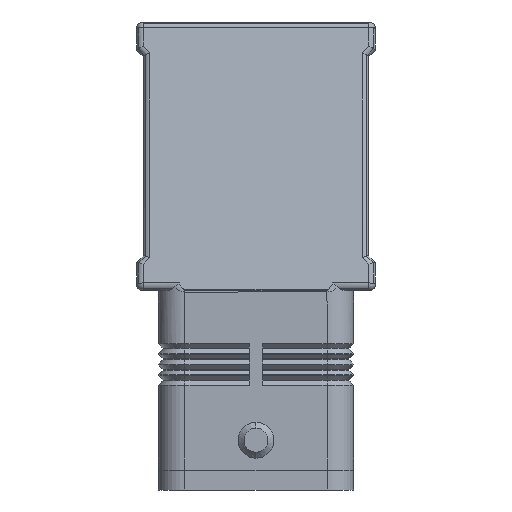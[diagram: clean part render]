
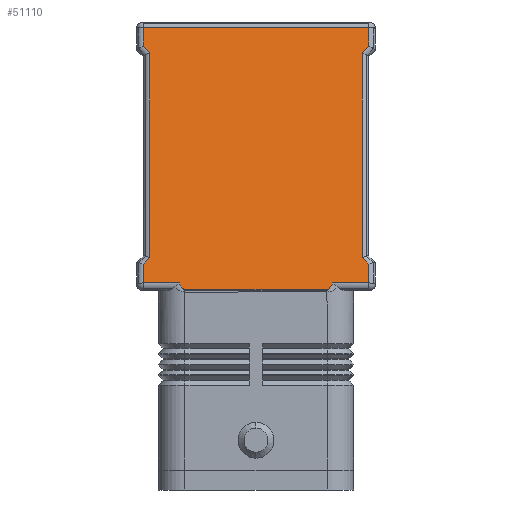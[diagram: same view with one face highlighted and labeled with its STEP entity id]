
A CAD part, left-side view. The second image highlights one B-rep face of the part: STEP entity #51110.
In plain terms, the highlighted planar face has unit normal (-0.982, 0, 0.188).
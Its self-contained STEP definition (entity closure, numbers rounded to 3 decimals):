
#2990=CARTESIAN_POINT('',(-39.523,-11.554,
31.188));
#3000=VERTEX_POINT('',#2990);
#3030=CARTESIAN_POINT('',(-39.523,-17.,31.188));
#3040=DIRECTION('',(0.,1.,0.));
#3050=VECTOR('',#3040,5.446);
#3060=LINE('',#3030,#3050);
#3070=CARTESIAN_POINT('',(-39.523,-17.,31.188));
#3080=VERTEX_POINT('',#3070);
#3090=EDGE_CURVE('',#3080,#3000,#3060,.T.);
#4760=CARTESIAN_POINT('',(-39.523,17.,31.188));
#4770=VERTEX_POINT('',#4760);
#4800=CARTESIAN_POINT('',(-39.523,11.554,
31.188));
#4810=DIRECTION('',(0.,1.,0.));
#4820=VECTOR('',#4810,5.446);
#4830=LINE('',#4800,#4820);
#4840=CARTESIAN_POINT('',(-39.523,11.554,
31.188));
#4850=VERTEX_POINT('',#4840);
#4860=EDGE_CURVE('',#4850,#4770,#4830,.T.);
#11340=CARTESIAN_POINT('',(-32.155,-17.,69.688));
#11350=VERTEX_POINT('',#11340);
#11400=CARTESIAN_POINT('',(-32.155,17.,69.688));
#11410=DIRECTION('',(0.,-1.,0.));
#11420=VECTOR('',#11410,34.);
#11430=LINE('',#11400,#11420);
#11440=CARTESIAN_POINT('',(-32.155,17.,69.688));
#11450=VERTEX_POINT('',#11440);
#11460=EDGE_CURVE('',#11450,#11350,#11430,.T.);
#20160=CARTESIAN_POINT('',(-39.714,10.7,30.186));
#20170=VERTEX_POINT('',#20160);
#20220=CARTESIAN_POINT('',(-39.714,-10.7,30.186));
#20230=DIRECTION('',(0.,1.,0.));
#20240=VECTOR('',#20230,21.4);
#20250=LINE('',#20220,#20240);
#20260=CARTESIAN_POINT('',(-39.714,-10.7,30.186));
#20270=VERTEX_POINT('',#20260);
#20280=EDGE_CURVE('',#20270,#20170,#20250,.T.);
#48240=CARTESIAN_POINT('',(-37.714,-10.7,40.638));
#48250=DIRECTION('',(0.982,0.,-0.188));
#48260=DIRECTION('',(-0.188,0.,-0.982));
#48270=AXIS2_PLACEMENT_3D('',#48240,#48250,#48260);
#48280=ELLIPSE('',#48270,10.641,2.);
#48290=EDGE_CURVE('',#3000,#20270,#48280,.T.);
#49950=CARTESIAN_POINT('',(-37.714,10.7,40.638));
#49960=DIRECTION('',(0.982,0.,-0.188));
#49970=DIRECTION('',(-0.188,0.,-0.982));
#49980=AXIS2_PLACEMENT_3D('',#49950,#49960,#49970);
#49990=ELLIPSE('',#49980,10.641,2.);
#50000=EDGE_CURVE('',#20170,#4850,#49990,.T.);
#50220=CARTESIAN_POINT('',(-32.,0.,70.5));
#50230=DIRECTION('',(-0.982,0.,0.188));
#50240=DIRECTION('',(0.188,0.,0.982));
#50250=AXIS2_PLACEMENT_3D('',#50220,#50230,#50240);
#50260=PLANE('',#50250);
#50270=CARTESIAN_POINT('',(-39.523,17.,31.188));
#50280=DIRECTION('',(0.188,0.,0.982))
;
#50290=VECTOR('',#50280,2.887);
#50300=LINE('',#50270,#50290);
#50310=CARTESIAN_POINT('',(-38.98,17.,34.024));
#50320=VERTEX_POINT('',#50310);
#50330=EDGE_CURVE('',#4770,#50320,#50300,.T.);
#50340=ORIENTED_EDGE('',*,*,#50330,.F.);
#50350=CARTESIAN_POINT('',(-38.98,17.,34.024));
#50360=DIRECTION('',(0.134,-0.701,
0.701));
#50370=VECTOR('',#50360,1.427);
#50380=LINE('',#50350,#50370);
#50390=CARTESIAN_POINT('',(-38.789,16.,35.024));
#50400=VERTEX_POINT('',#50390);
#50410=EDGE_CURVE('',#50320,#50400,#50380,.T.);
#50420=ORIENTED_EDGE('',*,*,#50410,.F.);
#50430=CARTESIAN_POINT('',(-38.789,16.,35.024));
#50440=DIRECTION('',(0.188,0.,0.982));
#50450=VECTOR('',#50440,31.388);
#50460=LINE('',#50430,#50450);
#50470=CARTESIAN_POINT('',(-32.889,16.,65.852));
#50480=VERTEX_POINT('',#50470);
#50490=EDGE_CURVE('',#50400,#50480,#50460,.T.);
#50500=ORIENTED_EDGE('',*,*,#50490,.F.);
#50510=CARTESIAN_POINT('',(-32.889,16.,65.852));
#50520=DIRECTION('',(0.134,0.701,
0.701));
#50530=VECTOR('',#50520,1.427);
#50540=LINE('',#50510,#50530);
#50550=CARTESIAN_POINT('',(-32.698,17.,66.852));
#50560=VERTEX_POINT('',#50550);
#50570=EDGE_CURVE('',#50480,#50560,#50540,.T.);
#50580=ORIENTED_EDGE('',*,*,#50570,.F.);
#50590=CARTESIAN_POINT('',(-32.698,17.,66.852));
#50600=DIRECTION('',(0.188,0.,0.982));
#50610=VECTOR('',#50600,2.887);
#50620=LINE('',#50590,#50610);
#50630=EDGE_CURVE('',#50560,#11450,#50620,.T.);
#50640=ORIENTED_EDGE('',*,*,#50630,.F.);
#50650=ORIENTED_EDGE('',*,*,#11460,.F.);
#50660=CARTESIAN_POINT('',(-32.155,-17.,69.688));
#50670=DIRECTION('',(-0.188,0.,-0.982));
#50680=VECTOR('',#50670,2.887);
#50690=LINE('',#50660,#50680);
#50700=CARTESIAN_POINT('',(-32.698,-17.,66.852));
#50710=VERTEX_POINT('',#50700);
#50720=EDGE_CURVE('',#11350,#50710,#50690,.T.);
#50730=ORIENTED_EDGE('',*,*,#50720,.F.);
#50740=CARTESIAN_POINT('',(-32.698,-17.,66.852));
#50750=DIRECTION('',(-0.134,0.701,
-0.701));
#50760=VECTOR('',#50750,1.427);
#50770=LINE('',#50740,#50760);
#50780=CARTESIAN_POINT('',(-32.889,-16.,65.852));
#50790=VERTEX_POINT('',#50780);
#50800=EDGE_CURVE('',#50710,#50790,#50770,.T.);
#50810=ORIENTED_EDGE('',*,*,#50800,.F.);
#50820=CARTESIAN_POINT('',(-32.889,-16.,65.852));
#50830=DIRECTION('',(-0.188,0.,-0.982));
#50840=VECTOR('',#50830,31.388);
#50850=LINE('',#50820,#50840);
#50860=CARTESIAN_POINT('',(-38.789,-16.,35.024));
#50870=VERTEX_POINT('',#50860);
#50880=EDGE_CURVE('',#50790,#50870,#50850,.T.);
#50890=ORIENTED_EDGE('',*,*,#50880,.F.);
#50900=CARTESIAN_POINT('',(-38.789,-16.,35.024));
#50910=DIRECTION('',(-0.134,-0.701,
-0.701));
#50920=VECTOR('',#50910,1.427);
#50930=LINE('',#50900,#50920);
#50940=CARTESIAN_POINT('',(-38.98,-17.,34.024));
#50950=VERTEX_POINT('',#50940);
#50960=EDGE_CURVE('',#50870,#50950,#50930,.T.);
#50970=ORIENTED_EDGE('',*,*,#50960,.F.);
#50980=CARTESIAN_POINT('',(-38.98,-17.,34.024));
#50990=DIRECTION('',(-0.188,0.,-0.982));
#51000=VECTOR('',#50990,2.887);
#51010=LINE('',#50980,#51000);
#51020=EDGE_CURVE('',#50950,#3080,#51010,.T.);
#51030=ORIENTED_EDGE('',*,*,#51020,.F.);
#51040=ORIENTED_EDGE('',*,*,#3090,.F.);
#51050=ORIENTED_EDGE('',*,*,#48290,.F.);
#51060=ORIENTED_EDGE('',*,*,#20280,.F.);
#51070=ORIENTED_EDGE('',*,*,#50000,.F.);
#51080=ORIENTED_EDGE('',*,*,#4860,.F.);
#51090=EDGE_LOOP('',(#51080,#51070,#51060,#51050,#51040,#51030,#50970,
#50890,#50810,#50730,#50650,#50640,#50580,#50500,#50420,#50340));
#51100=FACE_OUTER_BOUND('',#51090,.T.);
#51110=ADVANCED_FACE('',(#51100),#50260,.T.);
